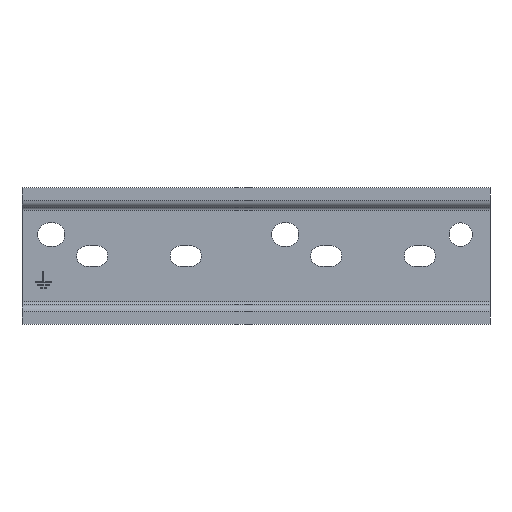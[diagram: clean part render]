
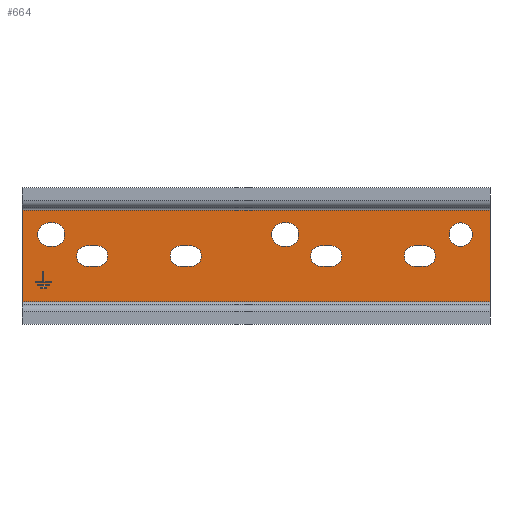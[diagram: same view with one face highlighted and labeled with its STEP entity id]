
A CAD part, top view. The second image highlights one B-rep face of the part: STEP entity #664.
In plain terms, the highlighted planar face has unit normal (0, 0, 1).
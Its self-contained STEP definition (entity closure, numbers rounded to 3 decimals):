
#664=ADVANCED_FACE('',(#781,#782,#783,#784,#785,#786,#787,#788),#733,.T.);
#733=PLANE('',#1887);
#781=FACE_BOUND('',#799,.T.);
#782=FACE_BOUND('',#800,.T.);
#783=FACE_BOUND('',#801,.T.);
#784=FACE_BOUND('',#802,.T.);
#785=FACE_BOUND('',#803,.T.);
#786=FACE_BOUND('',#804,.T.);
#787=FACE_BOUND('',#805,.T.);
#788=FACE_BOUND('',#806,.T.);
#799=EDGE_LOOP('',(#1163,#1164,#1165,#1166));
#800=EDGE_LOOP('',(#1167));
#801=EDGE_LOOP('',(#1168,#1169,#1170,#1171));
#802=EDGE_LOOP('',(#1172,#1173,#1174,#1175));
#803=EDGE_LOOP('',(#1176,#1177,#1178,#1179));
#804=EDGE_LOOP('',(#1180,#1181,#1182,#1183));
#805=EDGE_LOOP('',(#1184,#1185,#1186,#1187));
#806=EDGE_LOOP('',(#1188,#1189,#1190,#1191));
#883=LINE('',#2359,#1023);
#884=LINE('',#2363,#1024);
#885=LINE('',#2366,#1025);
#886=LINE('',#2369,#1026);
#887=LINE('',#2371,#1027);
#888=LINE('',#2373,#1028);
#889=LINE('',#2374,#1029);
#890=LINE('',#2379,#1030);
#891=LINE('',#2382,#1031);
#892=LINE('',#2387,#1032);
#893=LINE('',#2390,#1033);
#894=LINE('',#2395,#1034);
#895=LINE('',#2398,#1035);
#896=LINE('',#2403,#1036);
#897=LINE('',#2406,#1037);
#898=LINE('',#2411,#1038);
#1023=VECTOR('',#1991,1.);
#1024=VECTOR('',#1994,1.);
#1025=VECTOR('',#1997,1.);
#1026=VECTOR('',#1998,1.);
#1027=VECTOR('',#1999,1.);
#1028=VECTOR('',#2000,1.);
#1029=VECTOR('',#2001,1.);
#1030=VECTOR('',#2004,1.);
#1031=VECTOR('',#2007,1.);
#1032=VECTOR('',#2010,1.);
#1033=VECTOR('',#2013,1.);
#1034=VECTOR('',#2016,1.);
#1035=VECTOR('',#2019,1.);
#1036=VECTOR('',#2022,1.);
#1037=VECTOR('',#2025,1.);
#1038=VECTOR('',#2028,1.);
#1163=ORIENTED_EDGE('',*,*,#1649,.F.);
#1164=ORIENTED_EDGE('',*,*,#1650,.F.);
#1165=ORIENTED_EDGE('',*,*,#1651,.F.);
#1166=ORIENTED_EDGE('',*,*,#1652,.F.);
#1167=ORIENTED_EDGE('',*,*,#1653,.F.);
#1168=ORIENTED_EDGE('',*,*,#1654,.F.);
#1169=ORIENTED_EDGE('',*,*,#1655,.F.);
#1170=ORIENTED_EDGE('',*,*,#1656,.T.);
#1171=ORIENTED_EDGE('',*,*,#1657,.T.);
#1172=ORIENTED_EDGE('',*,*,#1658,.T.);
#1173=ORIENTED_EDGE('',*,*,#1659,.T.);
#1174=ORIENTED_EDGE('',*,*,#1660,.T.);
#1175=ORIENTED_EDGE('',*,*,#1661,.T.);
#1176=ORIENTED_EDGE('',*,*,#1662,.T.);
#1177=ORIENTED_EDGE('',*,*,#1663,.T.);
#1178=ORIENTED_EDGE('',*,*,#1664,.T.);
#1179=ORIENTED_EDGE('',*,*,#1665,.T.);
#1180=ORIENTED_EDGE('',*,*,#1666,.T.);
#1181=ORIENTED_EDGE('',*,*,#1667,.T.);
#1182=ORIENTED_EDGE('',*,*,#1668,.T.);
#1183=ORIENTED_EDGE('',*,*,#1669,.T.);
#1184=ORIENTED_EDGE('',*,*,#1670,.T.);
#1185=ORIENTED_EDGE('',*,*,#1671,.T.);
#1186=ORIENTED_EDGE('',*,*,#1672,.T.);
#1187=ORIENTED_EDGE('',*,*,#1673,.T.);
#1188=ORIENTED_EDGE('',*,*,#1674,.T.);
#1189=ORIENTED_EDGE('',*,*,#1675,.T.);
#1190=ORIENTED_EDGE('',*,*,#1676,.T.);
#1191=ORIENTED_EDGE('',*,*,#1677,.T.);
#1527=VERTEX_POINT('',#2357);
#1528=VERTEX_POINT('',#2358);
#1529=VERTEX_POINT('',#2360);
#1530=VERTEX_POINT('',#2362);
#1531=VERTEX_POINT('',#2365);
#1532=VERTEX_POINT('',#2367);
#1533=VERTEX_POINT('',#2368);
#1534=VERTEX_POINT('',#2370);
#1535=VERTEX_POINT('',#2372);
#1536=VERTEX_POINT('',#2375);
#1537=VERTEX_POINT('',#2376);
#1538=VERTEX_POINT('',#2378);
#1539=VERTEX_POINT('',#2380);
#1540=VERTEX_POINT('',#2383);
#1541=VERTEX_POINT('',#2384);
#1542=VERTEX_POINT('',#2386);
#1543=VERTEX_POINT('',#2388);
#1544=VERTEX_POINT('',#2391);
#1545=VERTEX_POINT('',#2392);
#1546=VERTEX_POINT('',#2394);
#1547=VERTEX_POINT('',#2396);
#1548=VERTEX_POINT('',#2399);
#1549=VERTEX_POINT('',#2400);
#1550=VERTEX_POINT('',#2402);
#1551=VERTEX_POINT('',#2404);
#1552=VERTEX_POINT('',#2407);
#1553=VERTEX_POINT('',#2408);
#1554=VERTEX_POINT('',#2410);
#1555=VERTEX_POINT('',#2412);
#1649=EDGE_CURVE('',#1527,#1528,#1831,.T.);
#1650=EDGE_CURVE('',#1529,#1527,#883,.T.);
#1651=EDGE_CURVE('',#1530,#1529,#1832,.T.);
#1652=EDGE_CURVE('',#1528,#1530,#884,.T.);
#1653=EDGE_CURVE('',#1531,#1531,#1833,.T.);
#1654=EDGE_CURVE('',#1532,#1533,#885,.T.);
#1655=EDGE_CURVE('',#1534,#1532,#886,.T.);
#1656=EDGE_CURVE('',#1534,#1535,#887,.T.);
#1657=EDGE_CURVE('',#1535,#1533,#888,.T.);
#1658=EDGE_CURVE('',#1536,#1537,#889,.T.);
#1659=EDGE_CURVE('',#1537,#1538,#1834,.T.);
#1660=EDGE_CURVE('',#1538,#1539,#890,.T.);
#1661=EDGE_CURVE('',#1539,#1536,#1835,.T.);
#1662=EDGE_CURVE('',#1540,#1541,#891,.T.);
#1663=EDGE_CURVE('',#1541,#1542,#1836,.T.);
#1664=EDGE_CURVE('',#1542,#1543,#892,.T.);
#1665=EDGE_CURVE('',#1543,#1540,#1837,.T.);
#1666=EDGE_CURVE('',#1544,#1545,#893,.T.);
#1667=EDGE_CURVE('',#1545,#1546,#1838,.T.);
#1668=EDGE_CURVE('',#1546,#1547,#894,.T.);
#1669=EDGE_CURVE('',#1547,#1544,#1839,.T.);
#1670=EDGE_CURVE('',#1548,#1549,#895,.T.);
#1671=EDGE_CURVE('',#1549,#1550,#1840,.T.);
#1672=EDGE_CURVE('',#1550,#1551,#896,.T.);
#1673=EDGE_CURVE('',#1551,#1548,#1841,.T.);
#1674=EDGE_CURVE('',#1552,#1553,#897,.T.);
#1675=EDGE_CURVE('',#1553,#1554,#1842,.T.);
#1676=EDGE_CURVE('',#1554,#1555,#898,.T.);
#1677=EDGE_CURVE('',#1555,#1552,#1843,.T.);
#1831=CIRCLE('',#1874,3.);
#1832=CIRCLE('',#1875,3.);
#1833=CIRCLE('',#1876,3.);
#1834=CIRCLE('',#1877,3.);
#1835=CIRCLE('',#1878,3.);
#1836=CIRCLE('',#1879,2.6);
#1837=CIRCLE('',#1880,2.6);
#1838=CIRCLE('',#1881,2.6);
#1839=CIRCLE('',#1882,2.6);
#1840=CIRCLE('',#1883,2.6);
#1841=CIRCLE('',#1884,2.6);
#1842=CIRCLE('',#1885,2.6);
#1843=CIRCLE('',#1886,2.6);
#1874=AXIS2_PLACEMENT_3D('',#2356,#1989,#1990);
#1875=AXIS2_PLACEMENT_3D('',#2361,#1992,#1993);
#1876=AXIS2_PLACEMENT_3D('',#2364,#1995,#1996);
#1877=AXIS2_PLACEMENT_3D('',#2377,#2002,#2003);
#1878=AXIS2_PLACEMENT_3D('',#2381,#2005,#2006);
#1879=AXIS2_PLACEMENT_3D('',#2385,#2008,#2009);
#1880=AXIS2_PLACEMENT_3D('',#2389,#2011,#2012);
#1881=AXIS2_PLACEMENT_3D('',#2393,#2014,#2015);
#1882=AXIS2_PLACEMENT_3D('',#2397,#2017,#2018);
#1883=AXIS2_PLACEMENT_3D('',#2401,#2020,#2021);
#1884=AXIS2_PLACEMENT_3D('',#2405,#2023,#2024);
#1885=AXIS2_PLACEMENT_3D('',#2409,#2026,#2027);
#1886=AXIS2_PLACEMENT_3D('',#2413,#2029,#2030);
#1887=AXIS2_PLACEMENT_3D('',#2414,#2031,#2032);
#1989=DIRECTION('',(0.,0.,1.));
#1990=DIRECTION('',(1.,0.,0.));
#1991=DIRECTION('',(-1.,0.,0.));
#1992=DIRECTION('',(0.,0.,1.));
#1993=DIRECTION('',(1.,0.,0.));
#1994=DIRECTION('',(1.,0.,0.));
#1995=DIRECTION('',(0.,0.,1.));
#1996=DIRECTION('',(1.,0.,0.));
#1997=DIRECTION('',(0.,1.,0.));
#1998=DIRECTION('',(-1.,0.,0.));
#1999=DIRECTION('',(0.,1.,0.));
#2000=DIRECTION('',(-1.,0.,0.));
#2001=DIRECTION('',(-1.,0.,0.));
#2002=DIRECTION('',(0.,0.,-1.));
#2003=DIRECTION('',(1.,0.,0.));
#2004=DIRECTION('',(1.,0.,0.));
#2005=DIRECTION('',(0.,0.,-1.));
#2006=DIRECTION('',(1.,0.,0.));
#2007=DIRECTION('',(-1.,0.,0.));
#2008=DIRECTION('',(0.,0.,-1.));
#2009=DIRECTION('',(1.,0.,0.));
#2010=DIRECTION('',(1.,0.,0.));
#2011=DIRECTION('',(0.,0.,-1.));
#2012=DIRECTION('',(1.,0.,0.));
#2013=DIRECTION('',(-1.,0.,0.));
#2014=DIRECTION('',(0.,0.,-1.));
#2015=DIRECTION('',(1.,0.,0.));
#2016=DIRECTION('',(1.,0.,0.));
#2017=DIRECTION('',(0.,0.,-1.));
#2018=DIRECTION('',(1.,0.,0.));
#2019=DIRECTION('',(-1.,0.,0.));
#2020=DIRECTION('',(0.,0.,-1.));
#2021=DIRECTION('',(1.,0.,0.));
#2022=DIRECTION('',(1.,0.,0.));
#2023=DIRECTION('',(0.,0.,-1.));
#2024=DIRECTION('',(1.,0.,0.));
#2025=DIRECTION('',(-1.,0.,0.));
#2026=DIRECTION('',(0.,0.,-1.));
#2027=DIRECTION('',(1.,0.,0.));
#2028=DIRECTION('',(1.,0.,0.));
#2029=DIRECTION('',(0.,0.,-1.));
#2030=DIRECTION('',(1.,0.,0.));
#2031=DIRECTION('',(0.,0.,1.));
#2032=DIRECTION('',(1.,0.,0.));
#2356=CARTESIAN_POINT('',(7.,5.5,-14.));
#2357=CARTESIAN_POINT('',(7.,8.5,-14.));
#2358=CARTESIAN_POINT('',(7.,2.5,-14.));
#2359=CARTESIAN_POINT('',(120.,8.5,-14.));
#2360=CARTESIAN_POINT('',(8.,8.5,-14.));
#2361=CARTESIAN_POINT('',(8.,5.5,-14.));
#2362=CARTESIAN_POINT('',(8.,2.5,-14.));
#2363=CARTESIAN_POINT('',(120.,2.5,-14.));
#2364=CARTESIAN_POINT('',(112.5,5.5,-14.));
#2365=CARTESIAN_POINT('',(115.5,5.5,-14.));
#2366=CARTESIAN_POINT('',(0.,-11.7,-14.));
#2367=CARTESIAN_POINT('',(0.,-11.7,-14.));
#2368=CARTESIAN_POINT('',(0.,11.7,-14.));
#2369=CARTESIAN_POINT('',(120.,-11.7,-14.));
#2370=CARTESIAN_POINT('',(120.,-11.7,-14.));
#2371=CARTESIAN_POINT('',(120.,-11.7,-14.));
#2372=CARTESIAN_POINT('',(120.,11.7,-14.));
#2373=CARTESIAN_POINT('',(120.,11.7,-14.));
#2374=CARTESIAN_POINT('',(120.,2.5,-14.));
#2375=CARTESIAN_POINT('',(68.,2.5,-14.));
#2376=CARTESIAN_POINT('',(67.,2.5,-14.));
#2377=CARTESIAN_POINT('',(67.,5.5,-14.));
#2378=CARTESIAN_POINT('',(67.,8.5,-14.));
#2379=CARTESIAN_POINT('',(120.,8.5,-14.));
#2380=CARTESIAN_POINT('',(68.,8.5,-14.));
#2381=CARTESIAN_POINT('',(68.,5.5,-14.));
#2382=CARTESIAN_POINT('',(120.,-2.6,-14.));
#2383=CARTESIAN_POINT('',(43.4,-2.6,-14.));
#2384=CARTESIAN_POINT('',(40.6,-2.6,-14.));
#2385=CARTESIAN_POINT('',(40.6,0.,-14.));
#2386=CARTESIAN_POINT('',(40.6,2.6,-14.));
#2387=CARTESIAN_POINT('',(120.,2.6,-14.));
#2388=CARTESIAN_POINT('',(43.4,2.6,-14.));
#2389=CARTESIAN_POINT('',(43.4,0.,-14.));
#2390=CARTESIAN_POINT('',(120.,-2.6,-14.));
#2391=CARTESIAN_POINT('',(19.4,-2.6,-14.));
#2392=CARTESIAN_POINT('',(16.6,-2.6,-14.));
#2393=CARTESIAN_POINT('',(16.6,0.,-14.));
#2394=CARTESIAN_POINT('',(16.6,2.6,-14.));
#2395=CARTESIAN_POINT('',(120.,2.6,-14.));
#2396=CARTESIAN_POINT('',(19.4,2.6,-14.));
#2397=CARTESIAN_POINT('',(19.4,0.,-14.));
#2398=CARTESIAN_POINT('',(120.,-2.6,-14.));
#2399=CARTESIAN_POINT('',(79.4,-2.6,-14.));
#2400=CARTESIAN_POINT('',(76.6,-2.6,-14.));
#2401=CARTESIAN_POINT('',(76.6,0.,-14.));
#2402=CARTESIAN_POINT('',(76.6,2.6,-14.));
#2403=CARTESIAN_POINT('',(120.,2.6,-14.));
#2404=CARTESIAN_POINT('',(79.4,2.6,-14.));
#2405=CARTESIAN_POINT('',(79.4,0.,-14.));
#2406=CARTESIAN_POINT('',(120.,-2.6,-14.));
#2407=CARTESIAN_POINT('',(103.4,-2.6,-14.));
#2408=CARTESIAN_POINT('',(100.6,-2.6,-14.));
#2409=CARTESIAN_POINT('',(100.6,0.,-14.));
#2410=CARTESIAN_POINT('',(100.6,2.6,-14.));
#2411=CARTESIAN_POINT('',(120.,2.6,-14.));
#2412=CARTESIAN_POINT('',(103.4,2.6,-14.));
#2413=CARTESIAN_POINT('',(103.4,0.,-14.));
#2414=CARTESIAN_POINT('',(120.,-11.7,-14.));
